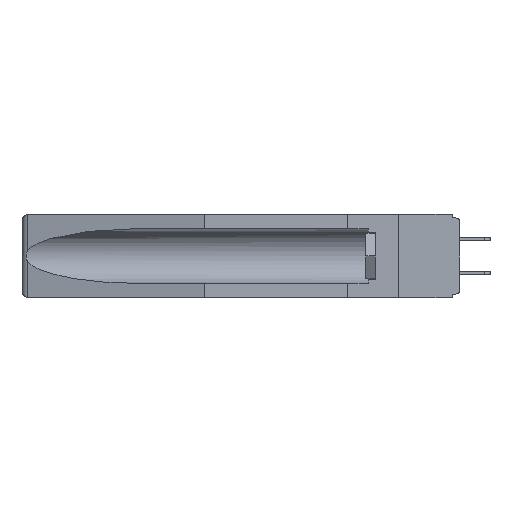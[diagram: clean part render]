
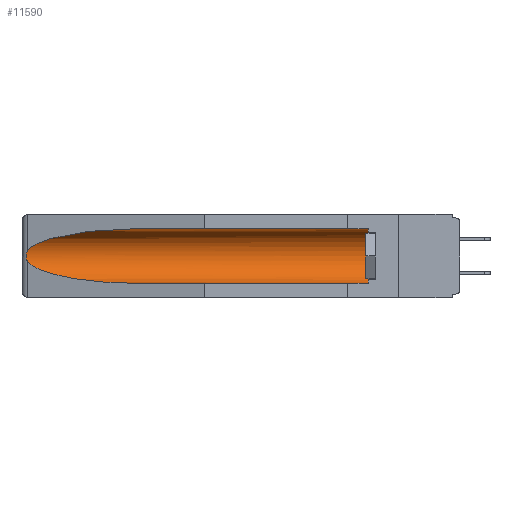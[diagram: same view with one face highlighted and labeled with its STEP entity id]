
A CAD part, left-side view. The second image highlights one B-rep face of the part: STEP entity #11590.
In plain terms, the highlighted cylindrical face has radius 2.857 mm (diameter 5.715 mm), a partial arc.
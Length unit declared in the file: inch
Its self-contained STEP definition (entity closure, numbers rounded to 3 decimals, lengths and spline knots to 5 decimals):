
#232 = CARTESIAN_POINT ( 'NONE',  ( 0.25451, 1.48313, -0.24835 ) ) ;
#851 = EDGE_CURVE ( 'NONE', #13800, #9807, #10497, .T. ) ;
#1027 = AXIS2_PLACEMENT_3D ( 'NONE', #20866, #7693, #19757 ) ;
#1338 = EDGE_CURVE ( 'NONE', #14373, #15478, #15073, .T. ) ;
#1432 = CARTESIAN_POINT ( 'NONE',  ( 0.26537, 1.52718, -0.19328 ) ) ;
#1541 = CARTESIAN_POINT ( 'NONE',  ( 0.155, 1.07973, -0.059 ) ) ;
#1566 = CARTESIAN_POINT ( 'NONE',  ( 0.155, 0.126, -0.284 ) ) ;
#1717 = CARTESIAN_POINT ( 'NONE',  ( 0.155, 1.07973, -0.059 ) ) ;
#1979 = ORIENTED_EDGE ( 'NONE', *, *, #9901, .T. ) ;
#1984 = CARTESIAN_POINT ( 'NONE',  ( 0.155, -0.30754, -0.284 ) ) ;
#2107 = EDGE_CURVE ( 'NONE', #6237, #9807, #5133, .T. ) ;
#2149 = AXIS2_PLACEMENT_3D ( 'NONE', #7089, #20522, #8761 ) ;
#2299 = ORIENTED_EDGE ( 'NONE', *, *, #2107, .T. ) ;
#2387 = CARTESIAN_POINT ( 'NONE',  ( 0.155, 1.07973, -0.284 ) ) ;
#3493 = CARTESIAN_POINT ( 'NONE',  ( 0.25451, 1.48313, -0.09465 ) ) ;
#3927 = CARTESIAN_POINT ( 'NONE',  ( 0.21114, 1.30732, -0.284 ) ) ;
#4135 = EDGE_LOOP ( 'NONE', ( #22492, #1979, #2299, #10044, #15964, #18582 ) ) ;
#5133 =( BOUNDED_CURVE ( )  B_SPLINE_CURVE ( 3, ( #11764, #232, #3927, #2387 ),
 .UNSPECIFIED., .F., .T. ) 
 B_SPLINE_CURVE_WITH_KNOTS ( ( 4, 4 ),
 ( 0.1948, 1.5708 ),
 .UNSPECIFIED. ) 
 CURVE ( )  GEOMETRIC_REPRESENTATION_ITEM ( )  RATIONAL_B_SPLINE_CURVE ( ( 1., 0.848, 0.848, 1. ) ) 
 REPRESENTATION_ITEM ( '' )  );
#6237 = VERTEX_POINT ( 'NONE', #15216 ) ;
#7089 = CARTESIAN_POINT ( 'NONE',  ( 0.155, 0.126, -0.1715 ) ) ;
#7693 = DIRECTION ( 'NONE',  ( 0., 1., 0. ) ) ;
#8101 = VECTOR ( 'NONE', #24617, 39.37008 ) ;
#8761 = DIRECTION ( 'NONE',  ( 0., 0., 1. ) ) ;
#9126 = CARTESIAN_POINT ( 'NONE',  ( 0.26537, 1.52718, -0.14972 ) ) ;
#9410 = VERTEX_POINT ( 'NONE', #24031 ) ;
#9538 = FACE_OUTER_BOUND ( 'NONE', #4135, .T. ) ;
#9807 = VERTEX_POINT ( 'NONE', #21903 ) ;
#9901 = EDGE_CURVE ( 'NONE', #15478, #6237, #19558, .T. ) ;
#10044 = ORIENTED_EDGE ( 'NONE', *, *, #851, .F. ) ;
#10497 = LINE ( 'NONE', #1984, #8101 ) ;
#10894 = CARTESIAN_POINT ( 'NONE',  ( 0.2673, 1.5327, -0.16383 ) ) ;
#11068 = CARTESIAN_POINT ( 'NONE',  ( 0.26655, 1.53094, -0.18657 ) ) ;
#11135 = CARTESIAN_POINT ( 'NONE',  ( 0.155, -0.30754, -0.059 ) ) ;
#11590 = ADVANCED_FACE ( 'NONE', ( #9538 ), #21857, .F. ) ;
#11764 = CARTESIAN_POINT ( 'NONE',  ( 0.26537, 1.52718, -0.19328 ) ) ;
#11962 = EDGE_CURVE ( 'NONE', #13800, #9410, #16422, .T. ) ;
#12627 = CARTESIAN_POINT ( 'NONE',  ( 0.26597, 1.52961, -0.15275 ) ) ;
#12797 = CARTESIAN_POINT ( 'NONE',  ( 0.26597, 1.5296, -0.19026 ) ) ;
#13040 = DIRECTION ( 'NONE',  ( 0., 1., 0. ) ) ;
#13800 = VERTEX_POINT ( 'NONE', #1566 ) ;
#14373 = VERTEX_POINT ( 'NONE', #1717 ) ;
#15073 =( BOUNDED_CURVE ( )  B_SPLINE_CURVE ( 3, ( #1541, #24506, #3493, #16165 ),
 .UNSPECIFIED., .F., .F. ) 
 B_SPLINE_CURVE_WITH_KNOTS ( ( 4, 4 ),
 ( 4.71239, 6.08839 ),
 .UNSPECIFIED. ) 
 CURVE ( )  GEOMETRIC_REPRESENTATION_ITEM ( )  RATIONAL_B_SPLINE_CURVE ( ( 1., 0.848, 0.848, 1. ) ) 
 REPRESENTATION_ITEM ( '' )  );
#15216 = CARTESIAN_POINT ( 'NONE',  ( 0.26537, 1.52718, -0.19328 ) ) ;
#15478 = VERTEX_POINT ( 'NONE', #19656 ) ;
#15964 = ORIENTED_EDGE ( 'NONE', *, *, #11962, .T. ) ;
#16165 = CARTESIAN_POINT ( 'NONE',  ( 0.26537, 1.52718, -0.14972 ) ) ;
#16422 = CIRCLE ( 'NONE', #2149, 0.1125 ) ;
#16774 = VECTOR ( 'NONE', #13040, 39.37008 ) ;
#18582 = ORIENTED_EDGE ( 'NONE', *, *, #23244, .T. ) ;
#18595 = CARTESIAN_POINT ( 'NONE',  ( 0.2675, 1.53308, -0.16763 ) ) ;
#19558 = B_SPLINE_CURVE_WITH_KNOTS ( 'NONE', 3,
 ( #9126, #12627, #22394, #10894, #18595, #22567, #24307, #11068, #12797, #1432 ),
 .UNSPECIFIED., .F., .F.,
 ( 4, 2, 2, 2, 4 ),
 ( 0., 0.00029, 0.00058, 0.00087, 0.00117 ),
 .UNSPECIFIED. ) ;
#19656 = CARTESIAN_POINT ( 'NONE',  ( 0.26537, 1.52718, -0.14972 ) ) ;
#19757 = DIRECTION ( 'NONE',  ( 0., 0., 1. ) ) ;
#20522 = DIRECTION ( 'NONE',  ( 0., -1., 0. ) ) ;
#20866 = CARTESIAN_POINT ( 'NONE',  ( 0.155, -0.30754, -0.1715 ) ) ;
#21857 = CYLINDRICAL_SURFACE ( 'NONE', #1027, 0.1125 ) ;
#21903 = CARTESIAN_POINT ( 'NONE',  ( 0.155, 1.07973, -0.284 ) ) ;
#22168 = LINE ( 'NONE', #11135, #16774 ) ;
#22394 = CARTESIAN_POINT ( 'NONE',  ( 0.26654, 1.53092, -0.15636 ) ) ;
#22492 = ORIENTED_EDGE ( 'NONE', *, *, #1338, .T. ) ;
#22567 = CARTESIAN_POINT ( 'NONE',  ( 0.2675, 1.53308, -0.17534 ) ) ;
#23244 = EDGE_CURVE ( 'NONE', #9410, #14373, #22168, .T. ) ;
#24031 = CARTESIAN_POINT ( 'NONE',  ( 0.155, 0.126, -0.059 ) ) ;
#24307 = CARTESIAN_POINT ( 'NONE',  ( 0.2673, 1.53269, -0.17917 ) ) ;
#24506 = CARTESIAN_POINT ( 'NONE',  ( 0.21114, 1.30732, -0.059 ) ) ;
#24617 = DIRECTION ( 'NONE',  ( 0., 1., 0. ) ) ;
